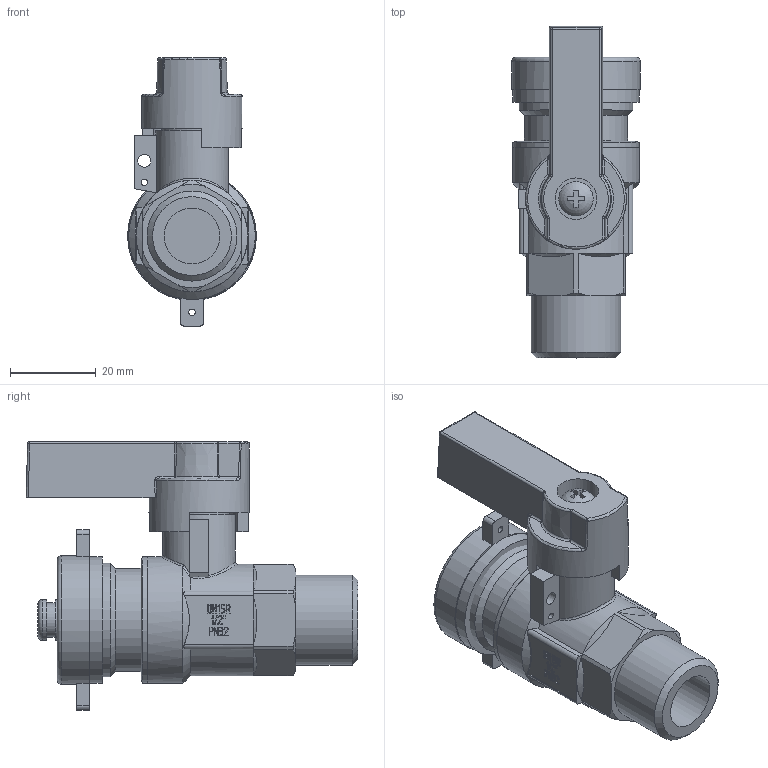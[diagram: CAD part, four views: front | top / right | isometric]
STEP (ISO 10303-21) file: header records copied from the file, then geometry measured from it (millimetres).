
FILE_DESCRIPTION(/* description */ ('Unknown'),/* implementation_level */ '2;1');
FILE_NAME(/* name */ '1540-45',/* time_stamp */ '2023-02-13T10:11:18+01:00',/* author */ ('Unknown'),/* organization */ ('Unknown'),/* preprocessor_version */ 'ST-DEVELOPER v16.7',/* originating_system */ 'Solid Edge',/* authorisation */ 'Unknown');
FILE_SCHEMA (('AUTOMOTIVE_DESIGN {1 0 10303 214 3 1 1}'));
Length unit declared in the file: millimetre
Products named in the file (9): 1540-45; 1540-45_Einschraubteil; 1540-45_Körper; 1514-05; 1532-neu Stopfbuchse; 1514-09; 1540-45_Kappe 3_4; 1532-neu Griff; 1523-15-14
Assembly tree (8 placements, depth 2):
  1540-45
    1540-45_Einschraubteil
    1540-45_Körper
    1514-05
    1532-neu Stopfbuchse
    1514-09
    1540-45_Kappe 3_4
    1532-neu Griff
    1523-15-14
Bounding box: 30 x 77.25 x 62.5 mm (x, y, z)
Volume: 32923.5 mm3; surface area: 24449.5 mm2
Topology: 8 solids, 8 shells, 484 faces, 1215 edges, 785 vertices
Faces by surface type: bspline 191, plane 151, cylinder 84, cone 37, torus 12, sphere 9
Full cylindrical faces by diameter (mm): 1.5 x3, 3 x1, 3.242 x3, 4.9 x1, 6.5 x1, 8 x1, 9 x2, 9.1 x1, 9.2 x1, 9.5 x2, 9.7 x1, 10.5 x1, 10.8 x1, 12.376 x2, 13 x2, 14 x2, 17 x1, 18 x2, 18.5 x1, 19 x1, 20.955 x1, 23.376 x2, 23.5 x1, 24 x1, 24.117 x1, 24.4 x1, 25 x1, 25.5 x1, 26 x1, 26.441 x1
Entity records: 18072 total; most frequent: CARTESIAN_POINT 5079, ORIENTED_EDGE 2198, DIRECTION 1676, EDGE_CURVE 1099, VERTEX_POINT 752, FACE_BOUND 623, EDGE_LOOP 621, AXIS2_PLACEMENT_3D 574
